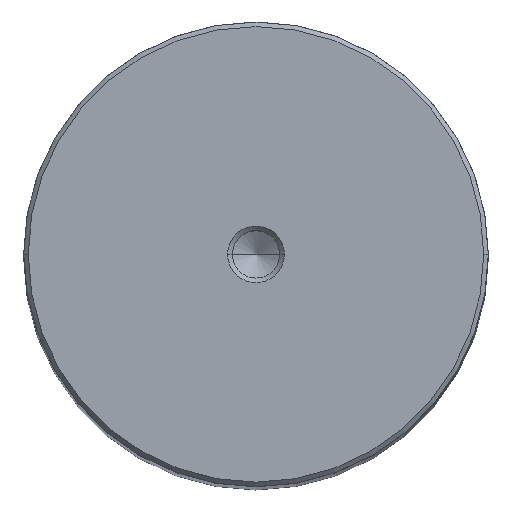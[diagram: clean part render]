
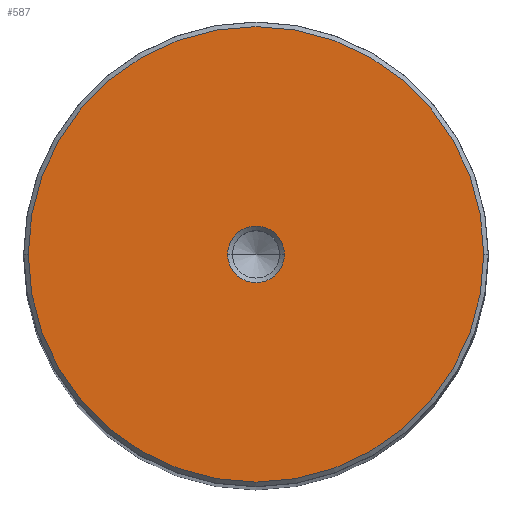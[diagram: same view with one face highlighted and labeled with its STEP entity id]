
A CAD part, top view. The second image highlights one B-rep face of the part: STEP entity #587.
In plain terms, the highlighted planar face has unit normal (0, 0, 1).
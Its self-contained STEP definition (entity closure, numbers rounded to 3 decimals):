
#81 = EDGE_CURVE ( 'NONE', #1120, #2542, #492, .T. ) ;
#218 = DIRECTION ( 'NONE',  ( 0., 0., 1. ) ) ;
#271 = AXIS2_PLACEMENT_3D ( 'NONE', #1837, #1815, #3008 ) ;
#371 = CARTESIAN_POINT ( 'NONE',  ( 0., 0., 400. ) ) ;
#439 = ORIENTED_EDGE ( 'NONE', *, *, #2314, .T. ) ;
#456 = CIRCLE ( 'NONE', #744, 49. ) ;
#474 = EDGE_LOOP ( 'NONE', ( #1510, #516 ) ) ;
#492 = CIRCLE ( 'NONE', #3009, 49. ) ;
#516 = ORIENTED_EDGE ( 'NONE', *, *, #81, .T. ) ;
#518 = EDGE_LOOP ( 'NONE', ( #439, #1469 ) ) ;
#587 = ADVANCED_FACE ( 'NONE', ( #1052, #1269 ), #2500, .T. ) ;
#659 = DIRECTION ( 'NONE',  ( 0., 0., 1. ) ) ;
#682 = CIRCLE ( 'NONE', #271, 6.1 ) ;
#744 = AXIS2_PLACEMENT_3D ( 'NONE', #2067, #659, #2470 ) ;
#889 = DIRECTION ( 'NONE',  ( 1., 0., 0. ) ) ;
#892 = CIRCLE ( 'NONE', #1553, 6.1 ) ;
#1052 = FACE_BOUND ( 'NONE', #518, .T. ) ;
#1120 = VERTEX_POINT ( 'NONE', #2381 ) ;
#1216 = DIRECTION ( 'NONE',  ( 1., 0., 0. ) ) ;
#1269 = FACE_OUTER_BOUND ( 'NONE', #474, .T. ) ;
#1397 = CARTESIAN_POINT ( 'NONE',  ( 0., 0., 400. ) ) ;
#1429 = VERTEX_POINT ( 'NONE', #2033 ) ;
#1469 = ORIENTED_EDGE ( 'NONE', *, *, #2976, .T. ) ;
#1510 = ORIENTED_EDGE ( 'NONE', *, *, #2206, .T. ) ;
#1553 = AXIS2_PLACEMENT_3D ( 'NONE', #371, #1759, #2433 ) ;
#1759 = DIRECTION ( 'NONE',  ( 0., 0., -1. ) ) ;
#1815 = DIRECTION ( 'NONE',  ( 0., 0., -1. ) ) ;
#1825 = VERTEX_POINT ( 'NONE', #2085 ) ;
#1837 = CARTESIAN_POINT ( 'NONE',  ( 0., 0., 400. ) ) ;
#2033 = CARTESIAN_POINT ( 'NONE',  ( -6.1, 0., 400. ) ) ;
#2067 = CARTESIAN_POINT ( 'NONE',  ( 0., 0., 400. ) ) ;
#2085 = CARTESIAN_POINT ( 'NONE',  ( 6.1, 0., 400. ) ) ;
#2119 = CARTESIAN_POINT ( 'NONE',  ( 0., 0., 400. ) ) ;
#2129 = DIRECTION ( 'NONE',  ( 0., 0., 1. ) ) ;
#2206 = EDGE_CURVE ( 'NONE', #2542, #1120, #456, .T. ) ;
#2314 = EDGE_CURVE ( 'NONE', #1825, #1429, #682, .T. ) ;
#2329 = AXIS2_PLACEMENT_3D ( 'NONE', #1397, #218, #889 ) ;
#2381 = CARTESIAN_POINT ( 'NONE',  ( 49., 0., 400. ) ) ;
#2405 = CARTESIAN_POINT ( 'NONE',  ( -49., 0., 400. ) ) ;
#2433 = DIRECTION ( 'NONE',  ( 1., 0., 0. ) ) ;
#2470 = DIRECTION ( 'NONE',  ( 1., 0., 0. ) ) ;
#2500 = PLANE ( 'NONE',  #2329 ) ;
#2542 = VERTEX_POINT ( 'NONE', #2405 ) ;
#2976 = EDGE_CURVE ( 'NONE', #1429, #1825, #892, .T. ) ;
#3008 = DIRECTION ( 'NONE',  ( 1., 0., 0. ) ) ;
#3009 = AXIS2_PLACEMENT_3D ( 'NONE', #2119, #2129, #1216 ) ;
